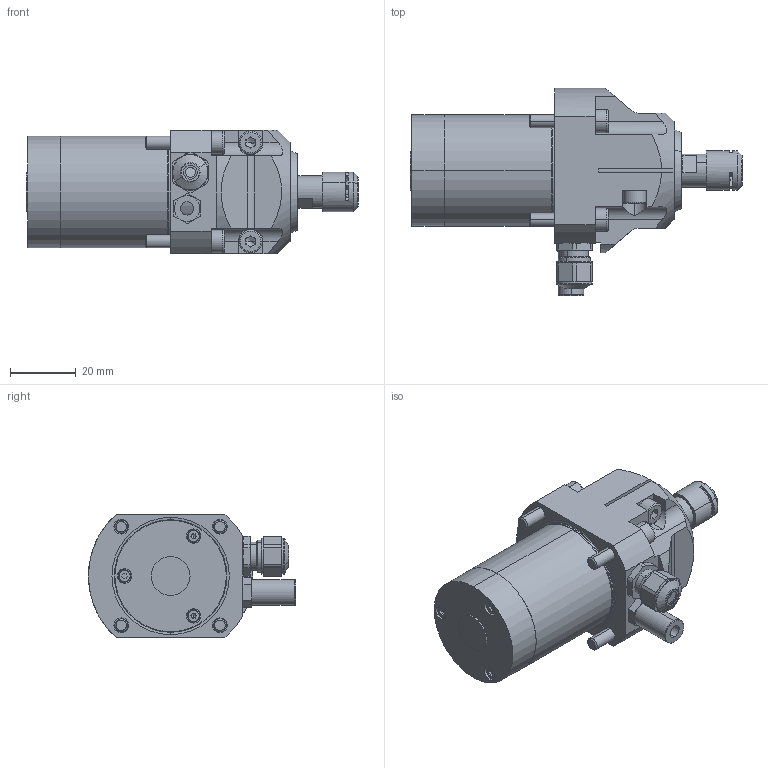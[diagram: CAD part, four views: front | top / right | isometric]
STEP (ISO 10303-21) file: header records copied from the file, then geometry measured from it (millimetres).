
FILE_DESCRIPTION (( 'STEP AP203' ), '1' );
FILE_NAME ('025S100PS-93-.STEP', '2012-04-25T13:33:39', ( 'FM10CAD1' ), ( 'IBAG Switzerland AG' ), 'SwSTEP 2.0', 'SolidWorks 2010', '' );
FILE_SCHEMA (( 'CONFIG_CONTROL_DESIGN' ));
Length unit declared in the file: millimetre
Products named in the file (1): 025S100PS-93-
Bounding box: 100.98 x 63 x 37.52 mm (x, y, z)
Surface area: 25110.8 mm2 (no closed solid volume)
Topology: 0 solids, 27 shells, 360 faces, 1124 edges, 746 vertices
Faces by surface type: plane 177, cylinder 106, cone 45, torus 32
Entity records: 12718 total; most frequent: CARTESIAN_POINT 2616, DIRECTION 2237, ORIENTED_EDGE 1821, EDGE_CURVE 1108, AXIS2_PLACEMENT_3D 822, VERTEX_POINT 746, VECTOR 593, LINE 593
